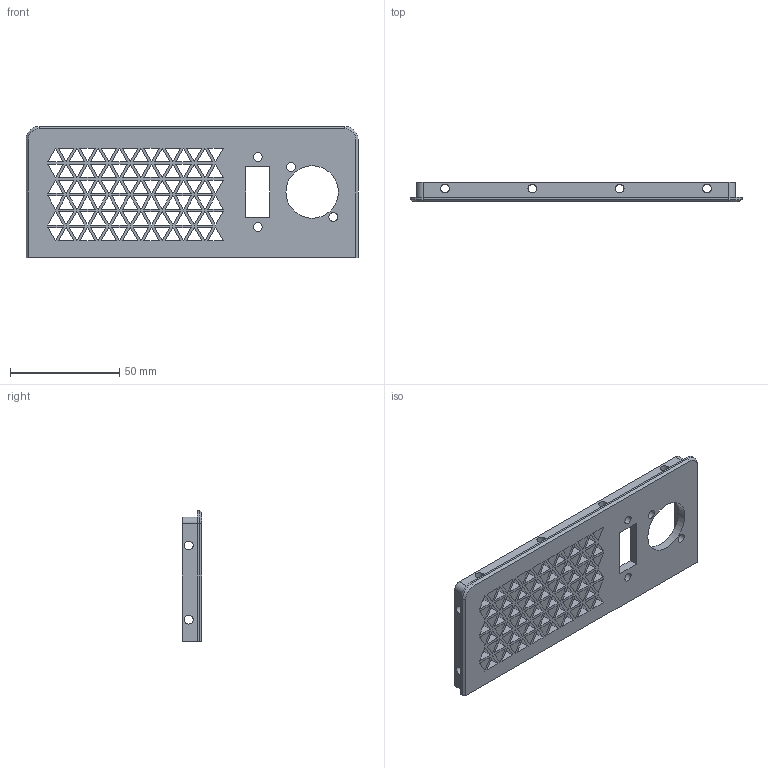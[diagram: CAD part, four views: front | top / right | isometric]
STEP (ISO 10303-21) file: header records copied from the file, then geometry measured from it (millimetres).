
FILE_DESCRIPTION(/* description */ (''),/* implementation_level */ '2;1');
FILE_NAME(/* name */ 'przegub 1 front cover v20.step',/* time_stamp */ '2024-05-28T16:37:29+02:00',/* author */ (''),/* organization */ (''),/* preprocessor_version */ 'ST-DEVELOPER v20',/* originating_system */ 'Autodesk Translation Framework v13.14.0.145',/* authorisation */ '');
FILE_SCHEMA (('AUTOMOTIVE_DESIGN { 1 0 10303 214 3 1 1 }'));
Length unit declared in the file: millimetre
Products named in the file (1): przegub 1 front cover
Bounding box: 152 x 9 x 60 mm (x, y, z)
Volume: 30715.8 mm3; surface area: 27150 mm2
Topology: 1 solids, 1 shells, 336 faces, 1017 edges, 672 vertices
Faces by surface type: plane 313, cylinder 21, cone 2
Full cylindrical faces by diameter (mm): 4 x16, 24 x1
Entity records: 11687 total; most frequent: ORIENTED_EDGE 2034, CARTESIAN_POINT 2026, DIRECTION 1745, EDGE_CURVE 1017, LINE 963, VECTOR 963, VERTEX_POINT 672, EDGE_LOOP 553
